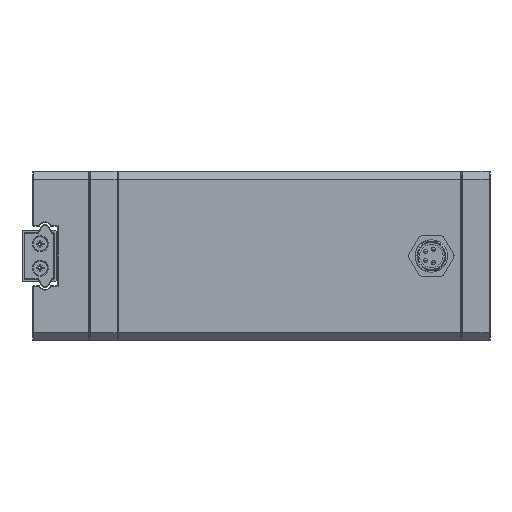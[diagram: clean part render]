
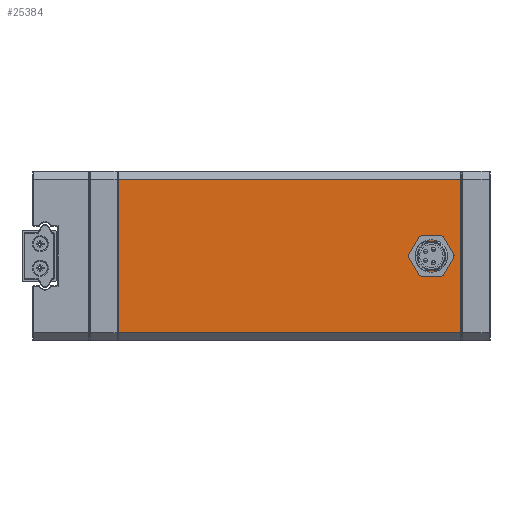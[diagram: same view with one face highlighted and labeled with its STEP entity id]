
A CAD part, left-side view. The second image highlights one B-rep face of the part: STEP entity #25384.
In plain terms, the highlighted planar face has unit normal (-1, 0, 0).
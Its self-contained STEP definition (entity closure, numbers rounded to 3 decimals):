
#19 = ORIENTED_EDGE ( 'NONE', *, *, #10326, .F. ) ;
#190 = CARTESIAN_POINT ( 'NONE',  ( -30., -3.5, -21. ) ) ;
#636 = VERTEX_POINT ( 'NONE', #15650 ) ;
#1372 = FACE_OUTER_BOUND ( 'NONE', #18403, .T. ) ;
#2793 = EDGE_LOOP ( 'NONE', ( #23896, #3525, #9381, #19 ) ) ;
#3115 = VECTOR ( 'NONE', #24311, 1000. ) ;
#3525 = ORIENTED_EDGE ( 'NONE', *, *, #12075, .F. ) ;
#4272 = VECTOR ( 'NONE', #12495, 1000. ) ;
#4388 = DIRECTION ( 'NONE',  ( 0., -1., 0. ) ) ;
#5120 = CARTESIAN_POINT ( 'NONE',  ( -30., -79.109, 3.525 ) ) ;
#5252 = CIRCLE ( 'NONE', #12831, 4. ) ;
#5512 = DIRECTION ( 'NONE',  ( 0., 0., -1. ) ) ;
#5625 = CARTESIAN_POINT ( 'NONE',  ( -30., -88.3, 19. ) ) ;
#6488 = CARTESIAN_POINT ( 'NONE',  ( -30., -88.3, -19. ) ) ;
#7146 = ORIENTED_EDGE ( 'NONE', *, *, #23506, .T. ) ;
#7230 = VECTOR ( 'NONE', #33256, 1000. ) ;
#7767 = VERTEX_POINT ( 'NONE', #19289 ) ;
#9130 = DIRECTION ( 'NONE',  ( -1., 0., 0. ) ) ;
#9381 = ORIENTED_EDGE ( 'NONE', *, *, #18611, .F. ) ;
#10163 = CARTESIAN_POINT ( 'NONE',  ( -30., -79.109, -3.525 ) ) ;
#10326 = EDGE_CURVE ( 'NONE', #636, #24681, #5252, .T. ) ;
#11643 = CARTESIAN_POINT ( 'NONE',  ( -30., -81., 0. ) ) ;
#11891 = CARTESIAN_POINT ( 'NONE',  ( -30., -82.891, -3.525 ) ) ;
#12075 = EDGE_CURVE ( 'NONE', #7767, #25554, #27044, .T. ) ;
#12317 = VECTOR ( 'NONE', #4388, 1000. ) ;
#12495 = DIRECTION ( 'NONE',  ( 0., 1., 0. ) ) ;
#12831 = AXIS2_PLACEMENT_3D ( 'NONE', #15134, #28384, #23632 ) ;
#12973 = EDGE_CURVE ( 'NONE', #15517, #14569, #13269, .T. ) ;
#13077 = EDGE_CURVE ( 'NONE', #14569, #28500, #24529, .T. ) ;
#13269 = LINE ( 'NONE', #20638, #4272 ) ;
#13990 = LINE ( 'NONE', #19961, #12317 ) ;
#14364 = EDGE_CURVE ( 'NONE', #28500, #30275, #13990, .T. ) ;
#14569 = VERTEX_POINT ( 'NONE', #28308 ) ;
#15134 = CARTESIAN_POINT ( 'NONE',  ( -30., -81., 0. ) ) ;
#15517 = VERTEX_POINT ( 'NONE', #5625 ) ;
#15650 = CARTESIAN_POINT ( 'NONE',  ( -30., -79.109, 3.525 ) ) ;
#16678 = LINE ( 'NONE', #5120, #21643 ) ;
#17030 = AXIS2_PLACEMENT_3D ( 'NONE', #190, #29295, #18514 ) ;
#18403 = EDGE_LOOP ( 'NONE', ( #31723, #7146, #21695, #31359 ) ) ;
#18514 = DIRECTION ( 'NONE',  ( 0., 0., -1. ) ) ;
#18611 = EDGE_CURVE ( 'NONE', #24681, #7767, #19583, .T. ) ;
#19289 = CARTESIAN_POINT ( 'NONE',  ( -30., -82.891, -3.525 ) ) ;
#19419 = EDGE_CURVE ( 'NONE', #25554, #636, #16678, .T. ) ;
#19583 = LINE ( 'NONE', #11891, #7230 ) ;
#19961 = CARTESIAN_POINT ( 'NONE',  ( -30., -3.5, -19. ) ) ;
#20638 = CARTESIAN_POINT ( 'NONE',  ( -30., -3.5, 19. ) ) ;
#20878 = AXIS2_PLACEMENT_3D ( 'NONE', #11643, #9130, #30203 ) ;
#21301 = LINE ( 'NONE', #29648, #3115 ) ;
#21643 = VECTOR ( 'NONE', #31473, 1000. ) ;
#21695 = ORIENTED_EDGE ( 'NONE', *, *, #12973, .T. ) ;
#23506 = EDGE_CURVE ( 'NONE', #30275, #15517, #21301, .T. ) ;
#23632 = DIRECTION ( 'NONE',  ( 0., 0., 1. ) ) ;
#23896 = ORIENTED_EDGE ( 'NONE', *, *, #19419, .F. ) ;
#24080 = PLANE ( 'NONE',  #17030 ) ;
#24311 = DIRECTION ( 'NONE',  ( 0., 0., 1. ) ) ;
#24529 = LINE ( 'NONE', #26430, #25356 ) ;
#24681 = VERTEX_POINT ( 'NONE', #10163 ) ;
#25356 = VECTOR ( 'NONE', #5512, 1000. ) ;
#25384 = ADVANCED_FACE ( 'NONE', ( #32396, #1372 ), #24080, .F. ) ;
#25554 = VERTEX_POINT ( 'NONE', #33237 ) ;
#26430 = CARTESIAN_POINT ( 'NONE',  ( -30., -3.7, -19. ) ) ;
#27044 = CIRCLE ( 'NONE', #20878, 4. ) ;
#27143 = CARTESIAN_POINT ( 'NONE',  ( -30., -3.7, -19. ) ) ;
#28308 = CARTESIAN_POINT ( 'NONE',  ( -30., -3.7, 19. ) ) ;
#28384 = DIRECTION ( 'NONE',  ( -1., 0., 0. ) ) ;
#28500 = VERTEX_POINT ( 'NONE', #27143 ) ;
#29295 = DIRECTION ( 'NONE',  ( 1., 0., 0. ) ) ;
#29648 = CARTESIAN_POINT ( 'NONE',  ( -30., -88.3, -21. ) ) ;
#30203 = DIRECTION ( 'NONE',  ( 0., 0., 1. ) ) ;
#30275 = VERTEX_POINT ( 'NONE', #6488 ) ;
#31359 = ORIENTED_EDGE ( 'NONE', *, *, #13077, .T. ) ;
#31473 = DIRECTION ( 'NONE',  ( 0., 1., 0. ) ) ;
#31723 = ORIENTED_EDGE ( 'NONE', *, *, #14364, .T. ) ;
#32396 = FACE_BOUND ( 'NONE', #2793, .T. ) ;
#33237 = CARTESIAN_POINT ( 'NONE',  ( -30., -82.891, 3.525 ) ) ;
#33256 = DIRECTION ( 'NONE',  ( 0., -1., 0. ) ) ;
